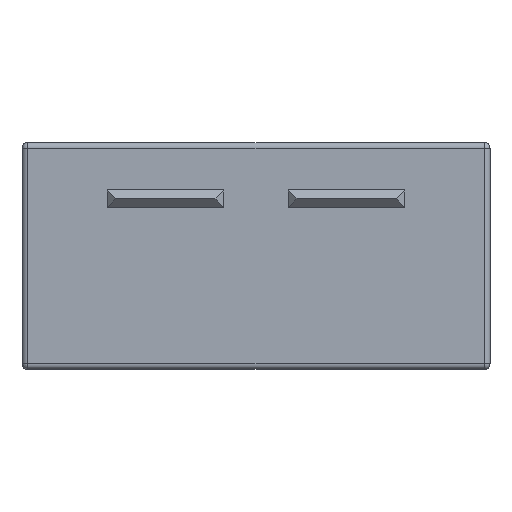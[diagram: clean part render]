
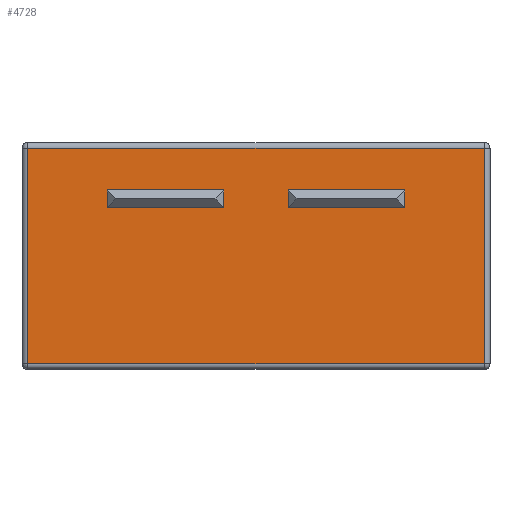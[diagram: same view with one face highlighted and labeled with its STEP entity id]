
A CAD part, front view. The second image highlights one B-rep face of the part: STEP entity #4728.
In plain terms, the highlighted planar face has unit normal (0, -1, 0).
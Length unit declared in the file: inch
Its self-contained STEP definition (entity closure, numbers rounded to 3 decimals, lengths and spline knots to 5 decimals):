
#10 = CARTESIAN_POINT ( 'NONE',  ( 0.2705, 0., 0.12 ) ) ;
#136 = LINE ( 'NONE', #16326, #22271 ) ;
#650 = DIRECTION ( 'NONE',  ( 0., 0., -1. ) ) ;
#669 = EDGE_CURVE ( 'NONE', #17004, #11361, #3603, .T. ) ;
#869 = VECTOR ( 'NONE', #650, 39.37008 ) ;
#1411 = DIRECTION ( 'NONE',  ( 0., 0., 1. ) ) ;
#2206 = DIRECTION ( 'NONE',  ( 0., -1., 0. ) ) ;
#2410 = ORIENTED_EDGE ( 'NONE', *, *, #7832, .T. ) ;
#2755 = EDGE_LOOP ( 'NONE', ( #6912, #3494, #14765, #9322 ) ) ;
#2968 = CARTESIAN_POINT ( 'NONE',  ( 0.0585, 0., 0.12 ) ) ;
#3359 = VERTEX_POINT ( 'NONE', #14137 ) ;
#3494 = ORIENTED_EDGE ( 'NONE', *, *, #14427, .T. ) ;
#3603 = LINE ( 'NONE', #21804, #12850 ) ;
#3745 = LINE ( 'NONE', #6897, #17078 ) ;
#4085 = EDGE_CURVE ( 'NONE', #15345, #8543, #3745, .T. ) ;
#4096 = VECTOR ( 'NONE', #11061, 39.37008 ) ;
#4226 = EDGE_CURVE ( 'NONE', #12848, #5133, #9180, .T. ) ;
#4379 = CARTESIAN_POINT ( 'NONE',  ( -0.0585, 0., 0.088 ) ) ;
#4543 = VECTOR ( 'NONE', #21174, 39.37008 ) ;
#4572 = ORIENTED_EDGE ( 'NONE', *, *, #4989, .T. ) ;
#4728 = ADVANCED_FACE ( 'NONE', ( #7770, #21709, #12938 ), #16055, .T. ) ;
#4989 = EDGE_CURVE ( 'NONE', #5133, #17004, #10764, .T. ) ;
#5113 = EDGE_CURVE ( 'NONE', #16875, #15345, #12631, .T. ) ;
#5133 = VERTEX_POINT ( 'NONE', #10280 ) ;
#5190 = CARTESIAN_POINT ( 'NONE',  ( -0.0585, 0., 0.12 ) ) ;
#5338 = VERTEX_POINT ( 'NONE', #11343 ) ;
#5436 = CARTESIAN_POINT ( 'NONE',  ( -0.2705, 0., 0.12 ) ) ;
#5444 = CARTESIAN_POINT ( 'NONE',  ( 0.0585, 0., 0.088 ) ) ;
#5974 = LINE ( 'NONE', #15064, #14681 ) ;
#6341 = AXIS2_PLACEMENT_3D ( 'NONE', #12634, #2206, #14377 ) ;
#6528 = VECTOR ( 'NONE', #19890, 39.37008 ) ;
#6809 = CARTESIAN_POINT ( 'NONE',  ( -0.0585, 0., 0.12 ) ) ;
#6897 = CARTESIAN_POINT ( 'NONE',  ( -0.2705, 0., 0.12 ) ) ;
#6912 = ORIENTED_EDGE ( 'NONE', *, *, #7131, .T. ) ;
#7131 = EDGE_CURVE ( 'NONE', #7346, #3359, #19896, .T. ) ;
#7201 = EDGE_CURVE ( 'NONE', #5338, #7346, #5974, .T. ) ;
#7346 = VERTEX_POINT ( 'NONE', #17198 ) ;
#7770 = FACE_OUTER_BOUND ( 'NONE', #2755, .T. ) ;
#7832 = EDGE_CURVE ( 'NONE', #8543, #11619, #22321, .T. ) ;
#7873 = CARTESIAN_POINT ( 'NONE',  ( -0.2705, 0., 0.088 ) ) ;
#7972 = ORIENTED_EDGE ( 'NONE', *, *, #5113, .T. ) ;
#8010 = VECTOR ( 'NONE', #1411, 39.37008 ) ;
#8116 = VERTEX_POINT ( 'NONE', #10408 ) ;
#8543 = VERTEX_POINT ( 'NONE', #5190 ) ;
#8605 = VECTOR ( 'NONE', #14949, 39.37008 ) ;
#8657 = DIRECTION ( 'NONE',  ( 1., 0., 0. ) ) ;
#9180 = LINE ( 'NONE', #5444, #4543 ) ;
#9322 = ORIENTED_EDGE ( 'NONE', *, *, #7201, .T. ) ;
#9605 = ORIENTED_EDGE ( 'NONE', *, *, #19291, .T. ) ;
#10280 = CARTESIAN_POINT ( 'NONE',  ( 0.0585, 0., 0.088 ) ) ;
#10289 = CARTESIAN_POINT ( 'NONE',  ( -0.2705, 0., 0.088 ) ) ;
#10408 = CARTESIAN_POINT ( 'NONE',  ( -0.415, 0., -0.196 ) ) ;
#10611 = ORIENTED_EDGE ( 'NONE', *, *, #669, .T. ) ;
#10764 = LINE ( 'NONE', #2968, #12915 ) ;
#11061 = DIRECTION ( 'NONE',  ( 0., 0., -1. ) ) ;
#11343 = CARTESIAN_POINT ( 'NONE',  ( 0.415, 0., -0.196 ) ) ;
#11361 = VERTEX_POINT ( 'NONE', #10 ) ;
#11436 = CARTESIAN_POINT ( 'NONE',  ( -0.425, 0., 0.196 ) ) ;
#11619 = VERTEX_POINT ( 'NONE', #4379 ) ;
#12404 = CARTESIAN_POINT ( 'NONE',  ( 0.0585, 0., 0.12 ) ) ;
#12631 = LINE ( 'NONE', #20590, #8010 ) ;
#12634 = CARTESIAN_POINT ( 'NONE',  ( 0., 0., 0. ) ) ;
#12848 = VERTEX_POINT ( 'NONE', #14015 ) ;
#12850 = VECTOR ( 'NONE', #18056, 39.37008 ) ;
#12915 = VECTOR ( 'NONE', #15132, 39.37008 ) ;
#12938 = FACE_BOUND ( 'NONE', #14631, .T. ) ;
#13219 = LINE ( 'NONE', #7873, #8605 ) ;
#14015 = CARTESIAN_POINT ( 'NONE',  ( 0.2705, 0., 0.088 ) ) ;
#14137 = CARTESIAN_POINT ( 'NONE',  ( -0.415, 0., 0.196 ) ) ;
#14157 = EDGE_LOOP ( 'NONE', ( #19913, #22144, #4572, #10611 ) ) ;
#14247 = LINE ( 'NONE', #18345, #869 ) ;
#14377 = DIRECTION ( 'NONE',  ( 0., 0., -1. ) ) ;
#14427 = EDGE_CURVE ( 'NONE', #3359, #8116, #17444, .T. ) ;
#14631 = EDGE_LOOP ( 'NONE', ( #17239, #2410, #9605, #7972 ) ) ;
#14681 = VECTOR ( 'NONE', #16807, 39.37008 ) ;
#14765 = ORIENTED_EDGE ( 'NONE', *, *, #19221, .T. ) ;
#14949 = DIRECTION ( 'NONE',  ( -1., 0., 0. ) ) ;
#15064 = CARTESIAN_POINT ( 'NONE',  ( 0.415, 0., 0.206 ) ) ;
#15132 = DIRECTION ( 'NONE',  ( 0., 0., 1. ) ) ;
#15345 = VERTEX_POINT ( 'NONE', #5436 ) ;
#16055 = PLANE ( 'NONE',  #6341 ) ;
#16326 = CARTESIAN_POINT ( 'NONE',  ( 0.425, 0., -0.196 ) ) ;
#16807 = DIRECTION ( 'NONE',  ( 0., 0., 1. ) ) ;
#16875 = VERTEX_POINT ( 'NONE', #10289 ) ;
#17004 = VERTEX_POINT ( 'NONE', #12404 ) ;
#17078 = VECTOR ( 'NONE', #8657, 39.37008 ) ;
#17198 = CARTESIAN_POINT ( 'NONE',  ( 0.415, 0., 0.196 ) ) ;
#17239 = ORIENTED_EDGE ( 'NONE', *, *, #4085, .T. ) ;
#17444 = LINE ( 'NONE', #21513, #4096 ) ;
#18056 = DIRECTION ( 'NONE',  ( 1., 0., 0. ) ) ;
#18345 = CARTESIAN_POINT ( 'NONE',  ( 0.2705, 0., 0.12 ) ) ;
#19221 = EDGE_CURVE ( 'NONE', #8116, #5338, #136, .T. ) ;
#19291 = EDGE_CURVE ( 'NONE', #11619, #16875, #13219, .T. ) ;
#19853 = DIRECTION ( 'NONE',  ( 1., 0., 0. ) ) ;
#19890 = DIRECTION ( 'NONE',  ( -1., 0., 0. ) ) ;
#19896 = LINE ( 'NONE', #11436, #6528 ) ;
#19913 = ORIENTED_EDGE ( 'NONE', *, *, #21318, .T. ) ;
#20590 = CARTESIAN_POINT ( 'NONE',  ( -0.2705, 0., 0.12 ) ) ;
#20781 = DIRECTION ( 'NONE',  ( 0., 0., -1. ) ) ;
#21174 = DIRECTION ( 'NONE',  ( -1., 0., 0. ) ) ;
#21318 = EDGE_CURVE ( 'NONE', #11361, #12848, #14247, .T. ) ;
#21513 = CARTESIAN_POINT ( 'NONE',  ( -0.415, 0., -0.206 ) ) ;
#21709 = FACE_BOUND ( 'NONE', #14157, .T. ) ;
#21778 = VECTOR ( 'NONE', #20781, 39.37008 ) ;
#21804 = CARTESIAN_POINT ( 'NONE',  ( 0.0585, 0., 0.12 ) ) ;
#22144 = ORIENTED_EDGE ( 'NONE', *, *, #4226, .T. ) ;
#22271 = VECTOR ( 'NONE', #19853, 39.37008 ) ;
#22321 = LINE ( 'NONE', #6809, #21778 ) ;
